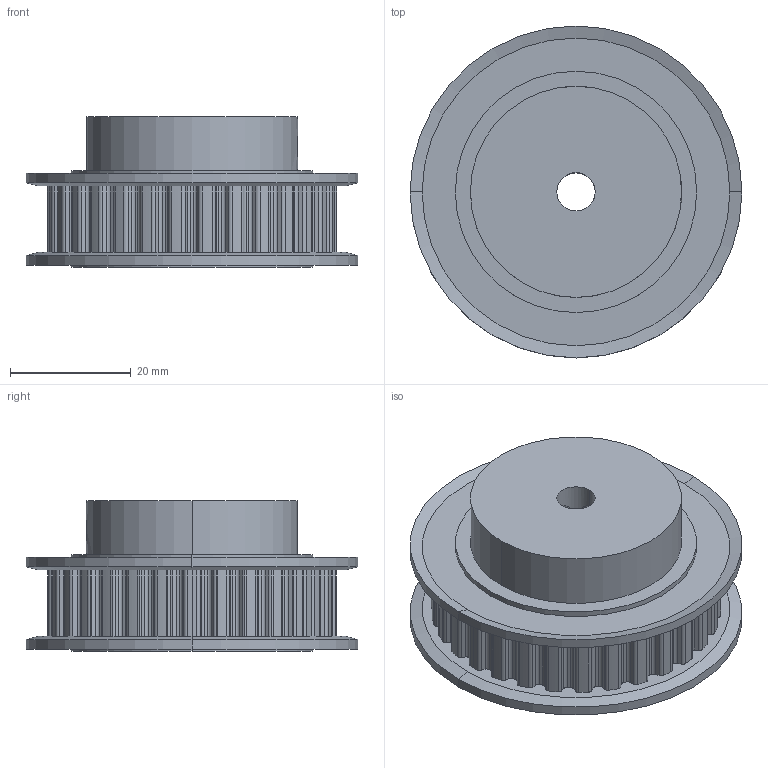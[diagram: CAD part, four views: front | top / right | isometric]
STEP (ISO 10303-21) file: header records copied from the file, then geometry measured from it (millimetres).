
FILE_DESCRIPTION (( 'STEP AP203' ), '1' );
FILE_NAME ('A30-XL037-B0250.step', '2023-08-24T19:11:07', ( '' ), ( '' ), 'SwSTEP 2.0', 'SolidWorks 2021', '' );
FILE_SCHEMA (( 'CONFIG_CONTROL_DESIGN' ));
Length unit declared in the file: millimetre
Products named in the file (1): A30-XL037-B0250
Bounding box: 55 x 55 x 25 mm (x, y, z)
Volume: 36560.7 mm3; surface area: 13495.8 mm2
Topology: 5 solids, 5 shells, 344 faces, 955 edges, 620 vertices
Faces by surface type: cylinder 225, plane 85, cone 34
Entity records: 11526 total; most frequent: CARTESIAN_POINT 2278, DIRECTION 2075, ORIENTED_EDGE 1902, EDGE_CURVE 951, AXIS2_PLACEMENT_3D 817, VERTEX_POINT 620, CIRCLE 472, VECTOR 441
